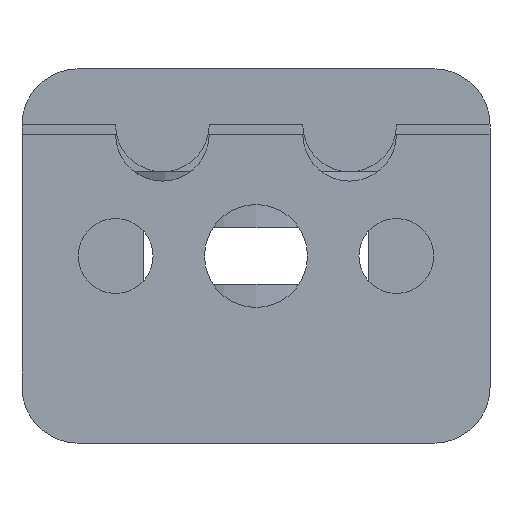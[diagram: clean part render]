
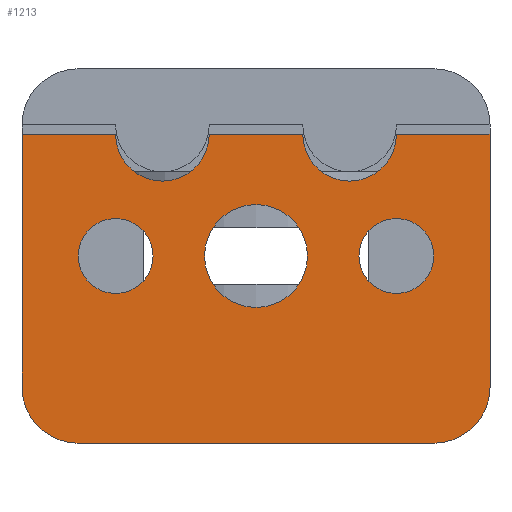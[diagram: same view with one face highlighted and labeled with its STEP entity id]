
A CAD part, left-side view. The second image highlights one B-rep face of the part: STEP entity #1213.
In plain terms, the highlighted planar face has unit normal (-1, 0, 0).
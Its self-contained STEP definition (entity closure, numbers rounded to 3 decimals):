
#18=FACE_BOUND('',#167,.T.);
#19=FACE_BOUND('',#168,.T.);
#20=FACE_BOUND('',#169,.T.);
#39=PLANE('',#1323);
#94=FACE_OUTER_BOUND('',#166,.T.);
#166=EDGE_LOOP('',(#894,#895,#896,#897,#898,#899,#900,#901,#902,#903));
#167=EDGE_LOOP('',(#904));
#168=EDGE_LOOP('',(#905));
#169=EDGE_LOOP('',(#906));
#247=LINE('',#1839,#370);
#251=LINE('',#1848,#374);
#270=LINE('',#1892,#393);
#274=LINE('',#1899,#397);
#275=LINE('',#1903,#398);
#276=LINE('',#1907,#399);
#370=VECTOR('',#1473,1000.);
#374=VECTOR('',#1479,1000.);
#393=VECTOR('',#1512,1000.);
#397=VECTOR('',#1518,1000.);
#398=VECTOR('',#1523,1000.);
#399=VECTOR('',#1526,1000.);
#487=CIRCLE('',#1296,2.);
#489=CIRCLE('',#1299,2.);
#491=CIRCLE('',#1302,2.75);
#502=CIRCLE('',#1324,2.5);
#503=CIRCLE('',#1325,2.5);
#504=CIRCLE('',#1326,3.);
#505=CIRCLE('',#1327,3.);
#539=VERTEX_POINT('',#1795);
#541=VERTEX_POINT('',#1801);
#543=VERTEX_POINT('',#1807);
#553=VERTEX_POINT('',#1833);
#555=VERTEX_POINT('',#1837);
#557=VERTEX_POINT('',#1842);
#559=VERTEX_POINT('',#1846);
#576=VERTEX_POINT('',#1890);
#577=VERTEX_POINT('',#1891);
#579=VERTEX_POINT('',#1898);
#580=VERTEX_POINT('',#1902);
#581=VERTEX_POINT('',#1904);
#582=VERTEX_POINT('',#1906);
#655=EDGE_CURVE('',#539,#539,#487,.T.);
#658=EDGE_CURVE('',#541,#541,#489,.T.);
#661=EDGE_CURVE('',#543,#543,#491,.T.);
#675=EDGE_CURVE('',#555,#553,#247,.T.);
#679=EDGE_CURVE('',#559,#557,#251,.T.);
#700=EDGE_CURVE('',#576,#577,#270,.T.);
#704=EDGE_CURVE('',#579,#577,#274,.T.);
#705=EDGE_CURVE('',#553,#579,#502,.T.);
#706=EDGE_CURVE('',#557,#555,#503,.T.);
#707=EDGE_CURVE('',#580,#559,#275,.T.);
#708=EDGE_CURVE('',#580,#581,#504,.T.);
#709=EDGE_CURVE('',#582,#581,#276,.T.);
#710=EDGE_CURVE('',#582,#576,#505,.T.);
#894=ORIENTED_EDGE('',*,*,#704,.F.);
#895=ORIENTED_EDGE('',*,*,#705,.F.);
#896=ORIENTED_EDGE('',*,*,#675,.F.);
#897=ORIENTED_EDGE('',*,*,#706,.F.);
#898=ORIENTED_EDGE('',*,*,#679,.F.);
#899=ORIENTED_EDGE('',*,*,#707,.F.);
#900=ORIENTED_EDGE('',*,*,#708,.T.);
#901=ORIENTED_EDGE('',*,*,#709,.F.);
#902=ORIENTED_EDGE('',*,*,#710,.T.);
#903=ORIENTED_EDGE('',*,*,#700,.T.);
#904=ORIENTED_EDGE('',*,*,#655,.F.);
#905=ORIENTED_EDGE('',*,*,#658,.F.);
#906=ORIENTED_EDGE('',*,*,#661,.F.);
#1213=ADVANCED_FACE('',(#94,#18,#19,#20),#39,.F.);
#1296=AXIS2_PLACEMENT_3D('',#1797,#1428,#1429);
#1299=AXIS2_PLACEMENT_3D('',#1803,#1435,#1436);
#1302=AXIS2_PLACEMENT_3D('',#1809,#1442,#1443);
#1323=AXIS2_PLACEMENT_3D('',#1897,#1516,#1517);
#1324=AXIS2_PLACEMENT_3D('',#1900,#1519,#1520);
#1325=AXIS2_PLACEMENT_3D('',#1901,#1521,#1522);
#1326=AXIS2_PLACEMENT_3D('',#1905,#1524,#1525);
#1327=AXIS2_PLACEMENT_3D('',#1908,#1527,#1528);
#1428=DIRECTION('center_axis',(-1.,0.,0.));
#1429=DIRECTION('ref_axis',(0.,0.,1.));
#1435=DIRECTION('center_axis',(-1.,0.,0.));
#1436=DIRECTION('ref_axis',(0.,0.,-1.));
#1442=DIRECTION('center_axis',(-1.,0.,0.));
#1443=DIRECTION('ref_axis',(0.,1.,0.));
#1473=DIRECTION('',(0.,-1.,0.));
#1479=DIRECTION('',(0.,-1.,0.));
#1512=DIRECTION('',(0.,0.,1.));
#1516=DIRECTION('center_axis',(1.,0.,0.));
#1517=DIRECTION('ref_axis',(0.,0.,1.));
#1518=DIRECTION('',(0.,-1.,0.));
#1519=DIRECTION('center_axis',(-1.,0.,0.));
#1520=DIRECTION('ref_axis',(0.,1.,0.));
#1521=DIRECTION('center_axis',(-1.,0.,0.));
#1522=DIRECTION('ref_axis',(0.,-1.,0.));
#1523=DIRECTION('',(0.,0.,1.));
#1524=DIRECTION('center_axis',(-1.,0.,0.));
#1525=DIRECTION('ref_axis',(0.,0.,1.));
#1526=DIRECTION('',(0.,1.,0.));
#1527=DIRECTION('center_axis',(-1.,0.,0.));
#1528=DIRECTION('ref_axis',(0.,0.,1.));
#1795=CARTESIAN_POINT('',(0.,20.,-2.5));
#1797=CARTESIAN_POINT('Origin',(0.,20.,-4.5));
#1801=CARTESIAN_POINT('',(0.,5.,-2.5));
#1803=CARTESIAN_POINT('Origin',(0.,5.,-4.5));
#1807=CARTESIAN_POINT('',(0.,12.5,-1.75));
#1809=CARTESIAN_POINT('Origin',(0.,12.5,-4.5));
#1833=CARTESIAN_POINT('',(0.,10.,2.));
#1837=CARTESIAN_POINT('',(0.,15.,2.));
#1839=CARTESIAN_POINT('',(0.,46.932,2.));
#1842=CARTESIAN_POINT('',(0.,20.,2.));
#1846=CARTESIAN_POINT('',(0.,25.,2.));
#1848=CARTESIAN_POINT('',(0.,46.932,2.));
#1890=CARTESIAN_POINT('',(0.,0.,-11.5));
#1891=CARTESIAN_POINT('',(0.,0.,2.));
#1892=CARTESIAN_POINT('',(0.,0.,-14.5));
#1897=CARTESIAN_POINT('Origin',(0.,0.,-14.5));
#1898=CARTESIAN_POINT('',(0.,5.,2.));
#1899=CARTESIAN_POINT('',(0.,46.932,2.));
#1900=CARTESIAN_POINT('Origin',(0.,7.5,2.));
#1901=CARTESIAN_POINT('Origin',(0.,17.5,2.));
#1902=CARTESIAN_POINT('',(0.,25.,-11.5));
#1903=CARTESIAN_POINT('',(0.,25.,-14.5));
#1904=CARTESIAN_POINT('',(0.,22.,-14.5));
#1905=CARTESIAN_POINT('Origin',(0.,22.,-11.5));
#1906=CARTESIAN_POINT('',(0.,3.,-14.5));
#1907=CARTESIAN_POINT('',(0.,0.,-14.5));
#1908=CARTESIAN_POINT('Origin',(0.,3.,-11.5));
